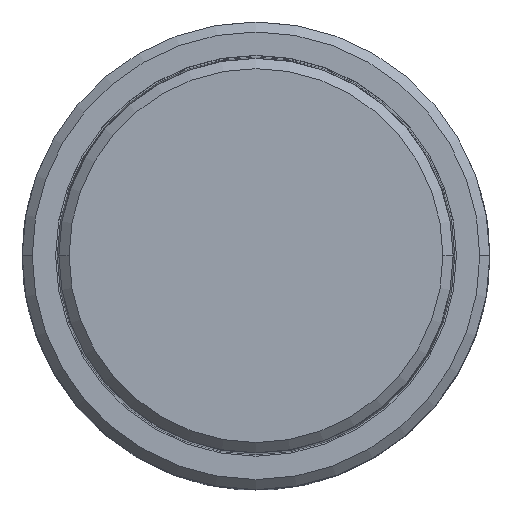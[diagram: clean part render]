
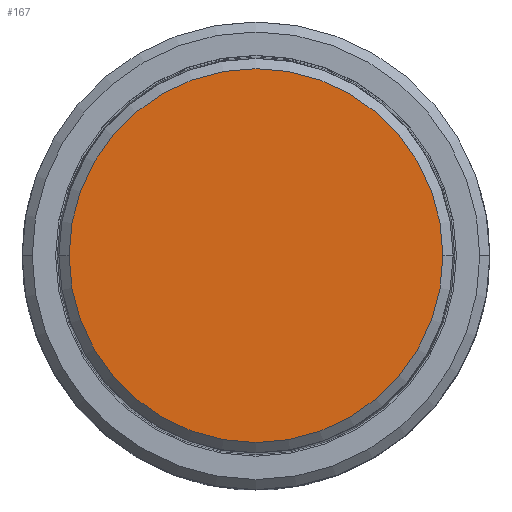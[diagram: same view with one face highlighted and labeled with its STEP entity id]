
A CAD part, top view. The second image highlights one B-rep face of the part: STEP entity #167.
In plain terms, the highlighted planar face has unit normal (0, 0, 1).
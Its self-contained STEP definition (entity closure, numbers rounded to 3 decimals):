
#71 = ORIENTED_EDGE ( 'NONE', *, *, #80, .T. ) ;
#80 = EDGE_CURVE ( 'NONE', #572, #4213, #1252, .T. ) ;
#120 = CARTESIAN_POINT ( 'NONE',  ( -5.664, -5.664, 4.7 ) ) ;
#167 = ADVANCED_FACE ( 'NONE', ( #2036 ), #3589, .T. ) ;
#245 = DIRECTION ( 'NONE',  ( 0., 0., 1. ) ) ;
#402 = DIRECTION ( 'NONE',  ( -1., 0., 0. ) ) ;
#572 = VERTEX_POINT ( 'NONE', #2136 ) ;
#1252 = CIRCLE ( 'NONE', #3437, 5.597 ) ;
#1667 = DIRECTION ( 'NONE',  ( 0., 0., 1. ) ) ;
#1782 = DIRECTION ( 'NONE',  ( -1., 0., 0. ) ) ;
#2036 = FACE_OUTER_BOUND ( 'NONE', #4735, .T. ) ;
#2136 = CARTESIAN_POINT ( 'NONE',  ( -5.597, 0., 4.7 ) ) ;
#2212 = CIRCLE ( 'NONE', #4402, 5.597 ) ;
#2379 = ORIENTED_EDGE ( 'NONE', *, *, #3261, .T. ) ;
#3058 = CARTESIAN_POINT ( 'NONE',  ( 0., 0., 4.7 ) ) ;
#3213 = DIRECTION ( 'NONE',  ( 1., 0., 0. ) ) ;
#3240 = CARTESIAN_POINT ( 'NONE',  ( 5.597, 0., 4.7 ) ) ;
#3261 = EDGE_CURVE ( 'NONE', #4213, #572, #2212, .T. ) ;
#3437 = AXIS2_PLACEMENT_3D ( 'NONE', #3058, #3867, #402 ) ;
#3589 = PLANE ( 'NONE',  #4101 ) ;
#3719 = CARTESIAN_POINT ( 'NONE',  ( 0., 0., 4.7 ) ) ;
#3867 = DIRECTION ( 'NONE',  ( 0., 0., 1. ) ) ;
#4101 = AXIS2_PLACEMENT_3D ( 'NONE', #120, #1667, #3213 ) ;
#4213 = VERTEX_POINT ( 'NONE', #3240 ) ;
#4402 = AXIS2_PLACEMENT_3D ( 'NONE', #3719, #245, #1782 ) ;
#4735 = EDGE_LOOP ( 'NONE', ( #71, #2379 ) ) ;
